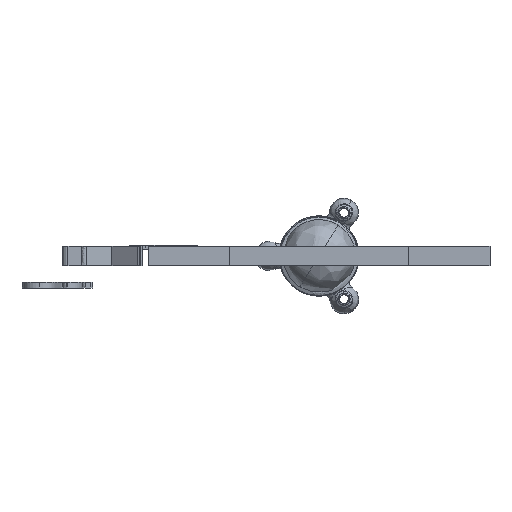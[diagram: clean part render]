
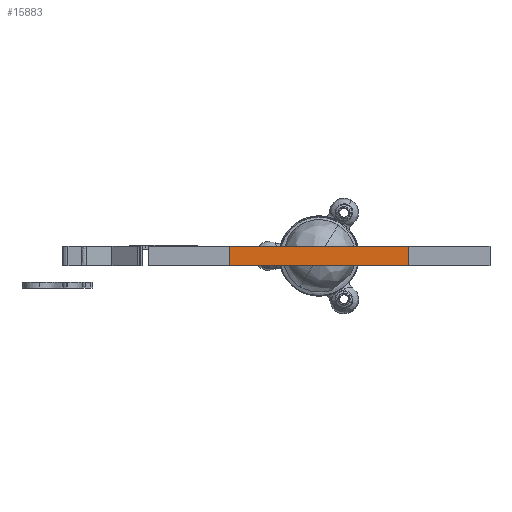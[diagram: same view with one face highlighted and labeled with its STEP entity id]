
A CAD part, left-side view. The second image highlights one B-rep face of the part: STEP entity #15883.
In plain terms, the highlighted free-form (B-spline) face has degree [1, 1] with [2, 2] control points.
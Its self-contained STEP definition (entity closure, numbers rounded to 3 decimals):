
#15712 = VERTEX_POINT('',#15713);
#15713 = CARTESIAN_POINT('',(-98.808,-6.4,
    -0.71));
#15728 = VERTEX_POINT('',#15729);
#15729 = CARTESIAN_POINT('',(-98.808,-6.4,
    0.71));
#15734 = EDGE_CURVE('',#15728,#15712,#15735,.T.);
#15735 = B_SPLINE_CURVE_WITH_KNOTS('',1,(#15736,#15737),.UNSPECIFIED.,
  .F.,.F.,(2,2),(-0.,1.),.PIECEWISE_BEZIER_KNOTS.);
#15736 = CARTESIAN_POINT('',(-98.808,-6.4,
    0.71));
#15737 = CARTESIAN_POINT('',(-98.808,-6.4,
    -0.71));
#15860 = VERTEX_POINT('',#15861);
#15861 = CARTESIAN_POINT('',(-98.808,6.4,
    -0.71));
#15866 = EDGE_CURVE('',#15867,#15860,#15869,.T.);
#15867 = VERTEX_POINT('',#15868);
#15868 = CARTESIAN_POINT('',(-98.808,6.4,
    0.71));
#15869 = B_SPLINE_CURVE_WITH_KNOTS('',1,(#15870,#15871),.UNSPECIFIED.,
  .F.,.F.,(2,2),(-0.,1.),.PIECEWISE_BEZIER_KNOTS.);
#15870 = CARTESIAN_POINT('',(-98.808,6.4,
    0.71));
#15871 = CARTESIAN_POINT('',(-98.808,6.4,
    -0.71));
#15883 = ADVANCED_FACE('',(#15884),#15898,.F.);
#15884 = FACE_BOUND('',#15885,.T.);
#15885 = EDGE_LOOP('',(#15886,#15891,#15892,#15897));
#15886 = ORIENTED_EDGE('',*,*,#15887,.T.);
#15887 = EDGE_CURVE('',#15860,#15712,#15888,.T.);
#15888 = B_SPLINE_CURVE_WITH_KNOTS('',1,(#15889,#15890),.UNSPECIFIED.,
  .F.,.F.,(2,2),(0.,9.017),.PIECEWISE_BEZIER_KNOTS.);
#15889 = CARTESIAN_POINT('',(-98.808,6.4,
    -0.71));
#15890 = CARTESIAN_POINT('',(-98.808,-6.4,
    -0.71));
#15891 = ORIENTED_EDGE('',*,*,#15734,.F.);
#15892 = ORIENTED_EDGE('',*,*,#15893,.F.);
#15893 = EDGE_CURVE('',#15867,#15728,#15894,.T.);
#15894 = B_SPLINE_CURVE_WITH_KNOTS('',1,(#15895,#15896),.UNSPECIFIED.,
  .F.,.F.,(2,2),(0.,9.017),.PIECEWISE_BEZIER_KNOTS.);
#15895 = CARTESIAN_POINT('',(-98.808,6.4,
    0.71));
#15896 = CARTESIAN_POINT('',(-98.808,-6.4,
    0.71));
#15897 = ORIENTED_EDGE('',*,*,#15866,.T.);
#15898 = B_SPLINE_SURFACE_WITH_KNOTS('',1,1,(
    (#15899,#15900)
    ,(#15901,#15902
    )),.UNSPECIFIED.,.F.,.F.,.F.,(2,2),(2,2),(-0.,1.),(-9.017,0.)
  ,.PIECEWISE_BEZIER_KNOTS.);
#15899 = CARTESIAN_POINT('',(-98.808,-6.4,
    0.71));
#15900 = CARTESIAN_POINT('',(-98.808,6.4,
    0.71));
#15901 = CARTESIAN_POINT('',(-98.808,-6.4,
    -0.71));
#15902 = CARTESIAN_POINT('',(-98.808,6.4,
    -0.71));
